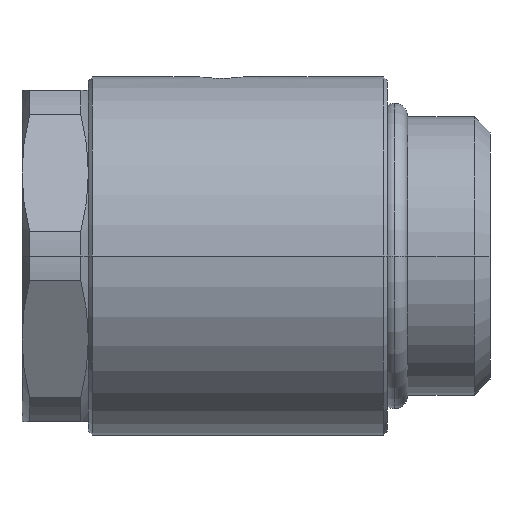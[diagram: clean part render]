
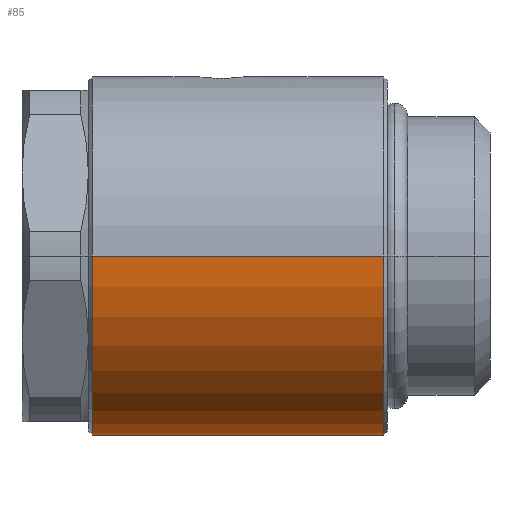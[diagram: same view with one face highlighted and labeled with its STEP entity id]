
A CAD part, left-side view. The second image highlights one B-rep face of the part: STEP entity #85.
In plain terms, the highlighted cylindrical face has radius 13.5 mm (diameter 27 mm), a partial arc.
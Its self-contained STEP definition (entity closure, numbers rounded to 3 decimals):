
#85=ADVANCED_FACE('',(#198),#199,.T.);
#198=FACE_OUTER_BOUND('',#418,.T.);
#199=CYLINDRICAL_SURFACE('',#419,13.5);
#418=EDGE_LOOP('',(#689,#690,#691,#692,#693,#694,#695));
#419=AXIS2_PLACEMENT_3D('',#696,#697,#698);
#689=ORIENTED_EDGE('',*,*,#1461,.F.);
#690=ORIENTED_EDGE('',*,*,#1462,.T.);
#691=ORIENTED_EDGE('',*,*,#1463,.F.);
#692=ORIENTED_EDGE('',*,*,#1458,.F.);
#693=ORIENTED_EDGE('',*,*,#1464,.F.);
#694=ORIENTED_EDGE('',*,*,#1465,.T.);
#695=ORIENTED_EDGE('',*,*,#1466,.T.);
#696=CARTESIAN_POINT('',(0.0,11.26,0.0));
#697=DIRECTION('',(-0.0,1.0,0.0));
#698=DIRECTION('',(1.0,0.0,0.0));
#1458=EDGE_CURVE('',#1758,#1761,#1762,.T.);
#1461=EDGE_CURVE('',#1766,#1767,#1768,.T.);
#1462=EDGE_CURVE('',#1766,#1769,#1770,.T.);
#1463=EDGE_CURVE('',#1761,#1769,#1771,.T.);
#1464=EDGE_CURVE('',#1772,#1758,#1773,.T.);
#1465=EDGE_CURVE('',#1772,#1774,#1775,.T.);
#1466=EDGE_CURVE('',#1774,#1767,#1776,.T.);
#1758=VERTEX_POINT('',#2218);
#1761=VERTEX_POINT('',#2222);
#1762=CIRCLE('',#2223,13.5);
#1766=VERTEX_POINT('',#2228);
#1767=VERTEX_POINT('',#2229);
#1768=LINE('',#2230,#2231);
#1769=VERTEX_POINT('',#2232);
#1770=CIRCLE('',#2233,13.5);
#1771=LINE('',#2234,#2235);
#1772=VERTEX_POINT('',#2236);
#1773=LINE('',#2237,#2238);
#1774=VERTEX_POINT('',#2239);
#1775=B_SPLINE_CURVE_WITH_KNOTS('',3,(#2240,#2241,#2242,#2243,#2244,#2245,#2246,#2247,#2248,#2249,#2250,#2251,#2252,#2253,#2254,#2255,#2256,#2257),.UNSPECIFIED.,.F.,.F.,(4,2,2,2,2,2,2,2,4),(33.808,35.214,36.62,38.026,39.432,40.843,42.255,43.666,45.078),.UNSPECIFIED.);
#1776=B_SPLINE_CURVE_WITH_KNOTS('',3,(#2258,#2259,#2260,#2261,#2262,#2263,#2264,#2265,#2266,#2267,#2268,#2269,#2270,#2271,#2272,#2273,#2274,#2275),.UNSPECIFIED.,.F.,.F.,(4,2,2,2,2,2,2,2,4),(45.078,46.489,47.901,49.312,50.724,52.13,53.535,54.941,56.347),.UNSPECIFIED.);
#2218=CARTESIAN_POINT('',(13.5,22.219,0.0));
#2222=CARTESIAN_POINT('',(-13.5,22.219,0.));
#2223=AXIS2_PLACEMENT_3D('',#3077,#3078,#3079);
#2228=CARTESIAN_POINT('',(13.5,0.3,0.0));
#2229=CARTESIAN_POINT('',(13.5,5.2,0.));
#2230=CARTESIAN_POINT('',(13.5,11.26,0.));
#2231=VECTOR('',#3084,1.0);
#2232=CARTESIAN_POINT('',(-13.5,0.3,0.));
#2233=AXIS2_PLACEMENT_3D('',#3085,#3086,#3087);
#2234=CARTESIAN_POINT('',(-13.5,11.26,0.));
#2235=VECTOR('',#3088,1.0);
#2236=CARTESIAN_POINT('',(13.5,19.8,0.0));
#2237=CARTESIAN_POINT('',(13.5,11.26,0.));
#2238=VECTOR('',#3089,1.0);
#2239=CARTESIAN_POINT('',(11.356,12.5,-7.3));
#2240=CARTESIAN_POINT('',(13.5,19.8,0.));
#2241=CARTESIAN_POINT('',(13.5,19.8,-0.469));
#2242=CARTESIAN_POINT('',(13.475,19.754,-0.95));
#2243=CARTESIAN_POINT('',(13.374,19.565,-1.902));
#2244=CARTESIAN_POINT('',(13.298,19.421,-2.373));
#2245=CARTESIAN_POINT('',(13.106,19.045,-3.269));
#2246=CARTESIAN_POINT('',(12.991,18.813,-3.697));
#2247=CARTESIAN_POINT('',(12.74,18.28,-4.484));
#2248=CARTESIAN_POINT('',(12.606,17.98,-4.844));
#2249=CARTESIAN_POINT('',(12.342,17.343,-5.481));
#2250=CARTESIAN_POINT('',(12.203,16.982,-5.782));
#2251=CARTESIAN_POINT('',(11.936,16.195,-6.314));
#2252=CARTESIAN_POINT('',(11.809,15.769,-6.545));
#2253=CARTESIAN_POINT('',(11.593,14.874,-6.92));
#2254=CARTESIAN_POINT('',(11.505,14.404,-7.064));
#2255=CARTESIAN_POINT('',(11.386,13.453,-7.254));
#2256=CARTESIAN_POINT('',(11.356,12.97,-7.3));
#2257=CARTESIAN_POINT('',(11.356,12.5,-7.3));
#2258=CARTESIAN_POINT('',(11.356,12.5,-7.3));
#2259=CARTESIAN_POINT('',(11.356,12.03,-7.3));
#2260=CARTESIAN_POINT('',(11.386,11.547,-7.254));
#2261=CARTESIAN_POINT('',(11.505,10.596,-7.064));
#2262=CARTESIAN_POINT('',(11.593,10.126,-6.92));
#2263=CARTESIAN_POINT('',(11.809,9.231,-6.545));
#2264=CARTESIAN_POINT('',(11.936,8.805,-6.314));
#2265=CARTESIAN_POINT('',(12.203,8.018,-5.782));
#2266=CARTESIAN_POINT('',(12.342,7.657,-5.481));
#2267=CARTESIAN_POINT('',(12.606,7.02,-4.844));
#2268=CARTESIAN_POINT('',(12.74,6.72,-4.484));
#2269=CARTESIAN_POINT('',(12.991,6.187,-3.697));
#2270=CARTESIAN_POINT('',(13.106,5.955,-3.269));
#2271=CARTESIAN_POINT('',(13.298,5.579,-2.373));
#2272=CARTESIAN_POINT('',(13.374,5.435,-1.902));
#2273=CARTESIAN_POINT('',(13.475,5.246,-0.95));
#2274=CARTESIAN_POINT('',(13.5,5.2,-0.469));
#2275=CARTESIAN_POINT('',(13.5,5.2,0.));
#3077=CARTESIAN_POINT('',(0.0,22.219,0.0));
#3078=DIRECTION('',(-0.0,1.0,0.0));
#3079=DIRECTION('',(1.0,0.0,0.0));
#3084=DIRECTION('',(0.0,1.0,0.0));
#3085=CARTESIAN_POINT('',(0.0,0.3,0.0));
#3086=DIRECTION('',(-0.0,1.0,0.0));
#3087=DIRECTION('',(1.0,0.0,0.0));
#3088=DIRECTION('',(-0.0,-1.0,-0.0));
#3089=DIRECTION('',(0.0,1.0,0.0));
